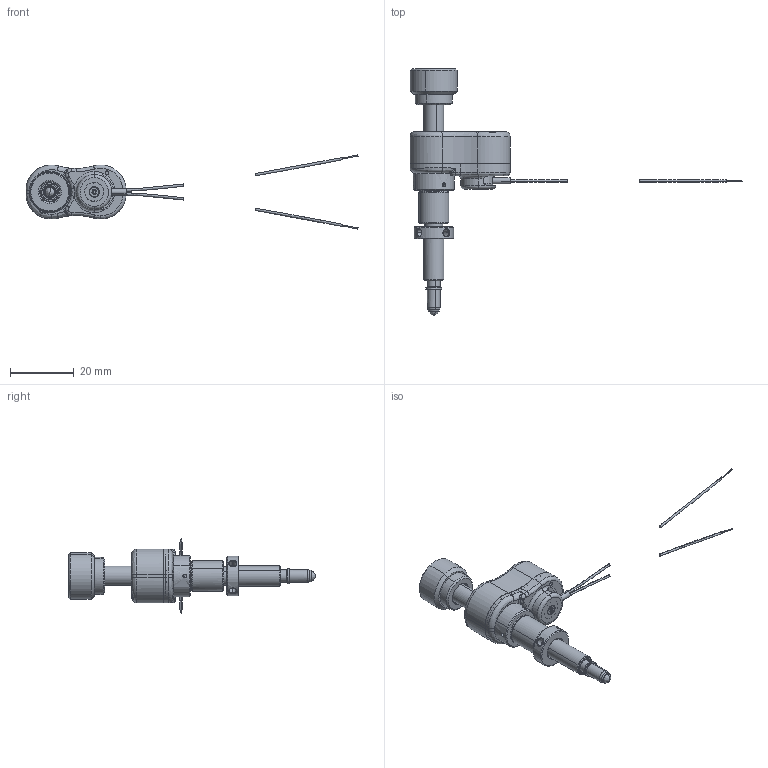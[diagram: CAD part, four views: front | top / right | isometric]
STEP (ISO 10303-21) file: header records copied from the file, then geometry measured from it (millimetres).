
FILE_DESCRIPTION (( 'STEP AP214' ), '1' );
FILE_NAME ('PIAK10VF - VACUUM COMPATIBLE PIA - 1_4 THREAD, 10 mm TRAVEL.STEP', '2021-04-15T10:52:47', ( '' ), ( '' ), 'SwSTEP 2.0', 'SolidWorks 2019', '' );
FILE_SCHEMA (( 'AUTOMOTIVE_DESIGN' ));
Length unit declared in the file: millimetre
Products named in the file (26): PIAK10VF - VACUUM COMPATIBLE PIA - 1_4 THREAD, 10 mm TRAVEL3.IGS; PIAK10VF - VACUUM COMPATIBLE PIA - 1_4 THREAD, 10 mm TRAVEL10.IGS; PIAK10VF - VACUUM COMPATIBLE PIA - 1_4 THREAD, 10 mm TRAVEL13.IGS; PIAK10VF - VACUUM COMPATIBLE PIA - 1_4 THREAD, 10 mm TRAVEL18.IGS; PIAK10VF - VACUUM COMPATIBLE PIA - 1_4 THREAD, 10 mm TRAVEL21.IGS; PIAK10VF - VACUUM COMPATIBLE PIA - 1_4 THREAD, 10 mm TRAVEL20.IGS; PIAK10VF - VACUUM COMPATIBLE PIA - 1_4 THREAD, 10 mm TRAVEL14.IGS; PIAK10VF - VACUUM COMPATIBLE PIA - 1_4 THREAD, 10 mm TRAVEL.IGS; PIAK10VF - VACUUM COMPATIBLE PIA - 1_4 THREAD, 10 mm TRAVEL11.IGS; PIAK10VF - VACUUM COMPATIBLE PIA - 1_4 THREAD, 10 mm TRAVEL24.IGS; PIAK10VF - VACUUM COMPATIBLE PIA - 1_4 THREAD, 10 mm TRAVEL15.IGS; PIAK10VF - VACUUM COMPATIBLE PIA - 1_4 THREAD, 10 mm TRAVEL4.IGS; PIAK10VF - VACUUM COMPATIBLE PIA - 1_4 THREAD, 10 mm TRAVEL6.IGS; PIAK10VF - VACUUM COMPATIBLE PIA - 1_4 THREAD, 10 mm TRAVEL7.IGS; PIAK10VF - VACUUM COMPATIBLE PIA - 1_4 THREAD, 10 mm TRAVEL9.IGS; PIAK10VF - VACUUM COMPATIBLE PIA - 1_4 THREAD, 10 mm TRAVEL22.IGS; PIAK10VF - VACUUM COMPATIBLE PIA - 1_4 THREAD, 10 mm TRAVEL; PIAK10VF - VACUUM COMPATIBLE PIA - 1_4 THREAD, 10 mm TRAVEL8.IGS; PIAK10VF - VACUUM COMPATIBLE PIA - 1_4 THREAD, 10 mm TRAVEL16.IGS; PIAK10VF - VACUUM COMPATIBLE PIA - 1_4 THREAD, 10 mm TRAVEL12.IGS; PIAK10VF - VACUUM COMPATIBLE PIA - 1_4 THREAD, 10 mm TRAVEL1.IGS; PIAK10VF - VACUUM COMPATIBLE PIA - 1_4 THREAD, 10 mm TRAVEL17.IGS; PIAK10VF - VACUUM COMPATIBLE PIA - 1_4 THREAD, 10 mm TRAVEL5.IGS; PIAK10VF - VACUUM COMPATIBLE PIA - 1_4 THREAD, 10 mm TRAVEL19.IGS; PIAK10VF - VACUUM COMPATIBLE PIA - 1_4 THREAD, 10 mm TRAVEL23.IGS; PIAK10VF - VACUUM COMPATIBLE PIA - 1_4 THREAD, 10 mm TRAVEL2.IGS
Assembly tree (25 placements, depth 3):
  PIAK10VF - VACUUM COMPATIBLE PIA - 1_4 THREAD, 10 mm TRAVEL
    PIAK10VF - VACUUM COMPATIBLE PIA - 1_4 THREAD, 10 mm TRAVEL.IGS
      PIAK10VF - VACUUM COMPATIBLE PIA - 1_4 THREAD, 10 mm TRAVEL1.IGS
      PIAK10VF - VACUUM COMPATIBLE PIA - 1_4 THREAD, 10 mm TRAVEL2.IGS
      PIAK10VF - VACUUM COMPATIBLE PIA - 1_4 THREAD, 10 mm TRAVEL3.IGS
      PIAK10VF - VACUUM COMPATIBLE PIA - 1_4 THREAD, 10 mm TRAVEL4.IGS
      PIAK10VF - VACUUM COMPATIBLE PIA - 1_4 THREAD, 10 mm TRAVEL5.IGS
      PIAK10VF - VACUUM COMPATIBLE PIA - 1_4 THREAD, 10 mm TRAVEL6.IGS
      PIAK10VF - VACUUM COMPATIBLE PIA - 1_4 THREAD, 10 mm TRAVEL7.IGS
      PIAK10VF - VACUUM COMPATIBLE PIA - 1_4 THREAD, 10 mm TRAVEL8.IGS
      PIAK10VF - VACUUM COMPATIBLE PIA - 1_4 THREAD, 10 mm TRAVEL9.IGS
      PIAK10VF - VACUUM COMPATIBLE PIA - 1_4 THREAD, 10 mm TRAVEL10.IGS
      PIAK10VF - VACUUM COMPATIBLE PIA - 1_4 THREAD, 10 mm TRAVEL11.IGS
      PIAK10VF - VACUUM COMPATIBLE PIA - 1_4 THREAD, 10 mm TRAVEL12.IGS
      PIAK10VF - VACUUM COMPATIBLE PIA - 1_4 THREAD, 10 mm TRAVEL13.IGS
      PIAK10VF - VACUUM COMPATIBLE PIA - 1_4 THREAD, 10 mm TRAVEL14.IGS
      PIAK10VF - VACUUM COMPATIBLE PIA - 1_4 THREAD, 10 mm TRAVEL15.IGS
      PIAK10VF - VACUUM COMPATIBLE PIA - 1_4 THREAD, 10 mm TRAVEL16.IGS
      PIAK10VF - VACUUM COMPATIBLE PIA - 1_4 THREAD, 10 mm TRAVEL17.IGS
      PIAK10VF - VACUUM COMPATIBLE PIA - 1_4 THREAD, 10 mm TRAVEL18.IGS
      PIAK10VF - VACUUM COMPATIBLE PIA - 1_4 THREAD, 10 mm TRAVEL19.IGS
      PIAK10VF - VACUUM COMPATIBLE PIA - 1_4 THREAD, 10 mm TRAVEL20.IGS
      PIAK10VF - VACUUM COMPATIBLE PIA - 1_4 THREAD, 10 mm TRAVEL21.IGS
      PIAK10VF - VACUUM COMPATIBLE PIA - 1_4 THREAD, 10 mm TRAVEL22.IGS
      PIAK10VF - VACUUM COMPATIBLE PIA - 1_4 THREAD, 10 mm TRAVEL23.IGS
      PIAK10VF - VACUUM COMPATIBLE PIA - 1_4 THREAD, 10 mm TRAVEL24.IGS
Bounding box: 104.54 x 77.73 x 23.33 mm (x, y, z)
Volume: 4829.1 mm3; surface area: 9576.3 mm2
Topology: 19 solids, 24 shells, 981 faces, 2510 edges, 1618 vertices
Faces by surface type: bspline 981
Entity records: 40176 total; most frequent: CARTESIAN_POINT 23850, ORIENTED_EDGE 4954, EDGE_CURVE 2506, B_SPLINE_CURVE_WITH_KNOTS 1934, VERTEX_POINT 1618, EDGE_LOOP 1080, FACE_OUTER_BOUND 981, ADVANCED_FACE 981
